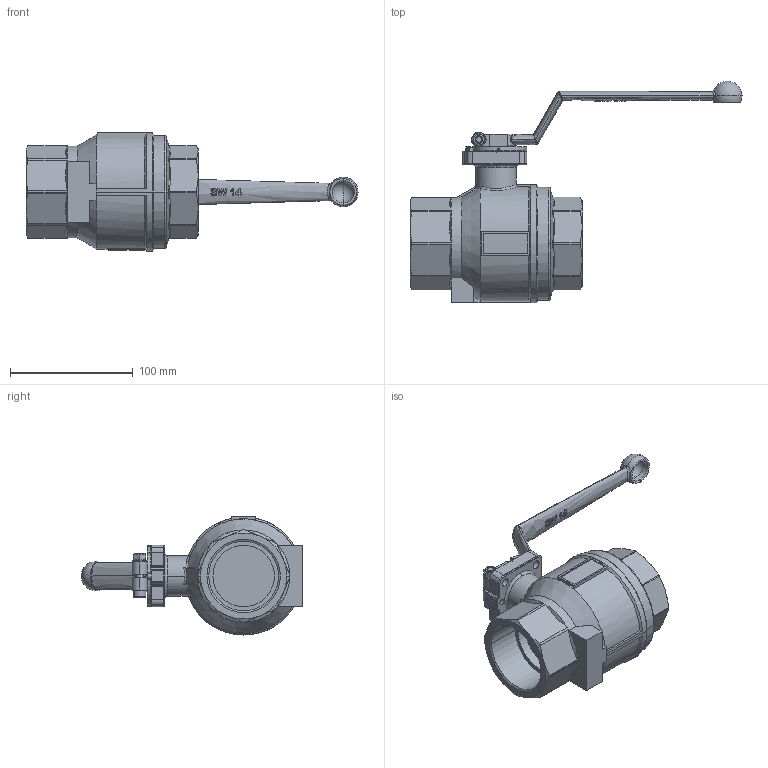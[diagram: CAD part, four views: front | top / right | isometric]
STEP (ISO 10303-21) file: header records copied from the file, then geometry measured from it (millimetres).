
FILE_DESCRIPTION(('STEP AP214'),'1');
FILE_NAME('valve_87s-dn-100-2.stp','2018-05-16T22:04:43',('TraceParts'),('TraceParts S.A.'),'Spatial InterOp 3D',' ',' ');
FILE_SCHEMA(('automotive_design'));
Length unit declared in the file: millimetre
Products named in the file (9): valve_87s-dn-100-2_1; valve_87s-dn-100-2_2; valve_87s-dn-100-2_3; valve_87s-dn-100-2_4; valve_87s-dn-100-2_5; valve_87s-dn-100-2_6; valve_87s-dn-100-2_7; valve_87s-dn-100-2_8; valve_87s-dn-100-2_9
Bounding box: 270 x 180.01 x 96 mm (x, y, z)
Volume: 680229.2 mm3; surface area: 116899.6 mm2
Topology: 9 solids, 9 shells, 735 faces, 1954 edges, 1265 vertices
Faces by surface type: plane 327, cylinder 162, bspline 127, cone 68, torus 45, sphere 6
Entity records: 33489 total; most frequent: CARTESIAN_POINT 9978, ORIENTED_EDGE 3876, DIRECTION 3304, EDGE_CURVE 1938, VERTEX_POINT 1265, AXIS2_PLACEMENT_3D 1179, LINE 946, VECTOR 946
